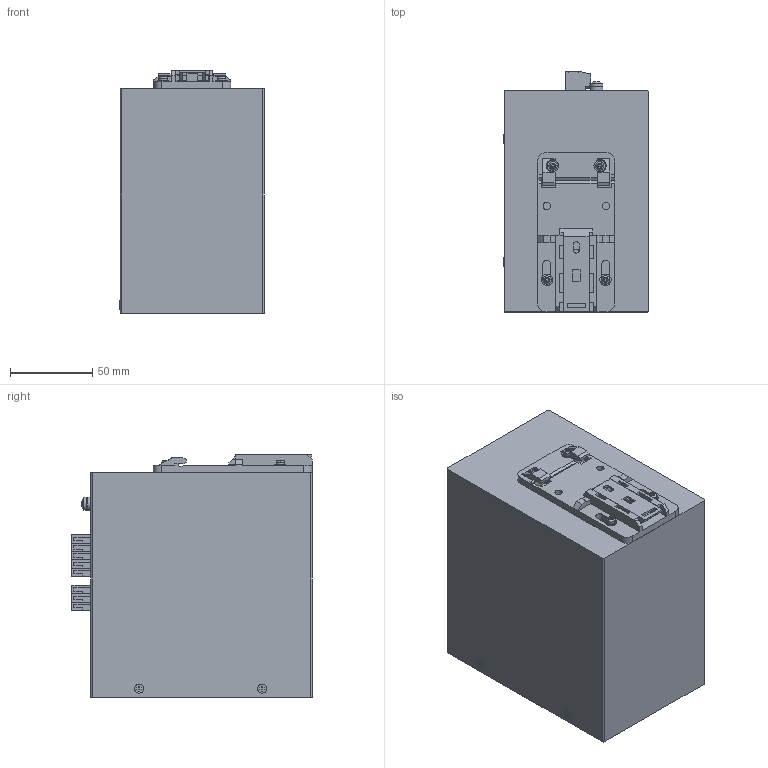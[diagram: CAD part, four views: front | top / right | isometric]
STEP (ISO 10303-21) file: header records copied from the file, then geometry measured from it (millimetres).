
FILE_DESCRIPTION (( 'STEP AP214' ), '1' );
FILE_NAME ('SE2-SW16M.STEP', '2018-06-28T17:37:28', ( '' ), ( '' ), 'SwSTEP 2.0', 'SolidWorks 2017', '' );
FILE_SCHEMA (( 'AUTOMOTIVE_DESIGN' ));
Length unit declared in the file: inch
Products named in the file (1): SE2-SW16M
Bounding box: 88.4 x 146.5 x 148 mm (x, y, z)
Volume: 1633207.7 mm3; surface area: 119576.9 mm2
Topology: 21 solids, 21 shells, 1954 faces, 5268 edges, 3511 vertices
Faces by surface type: plane 1597, bspline 209, cylinder 112, cone 34, torus 2
Full cylindrical faces by diameter (mm): 2.799 x1, 3.6 x8, 3.8 x8, 4 x14, 4.5 x5, 5.1 x4, 5.5 x2, 7 x4, 8 x2
Entity records: 95099 total; most frequent: CARTESIAN_POINT 22238, ORIENTED_EDGE 10280, DIRECTION 8423, EDGE_CURVE 5140, VECTOR 4349, LINE 4349, VERTEX_POINT 3469, EDGE_LOOP 2221
